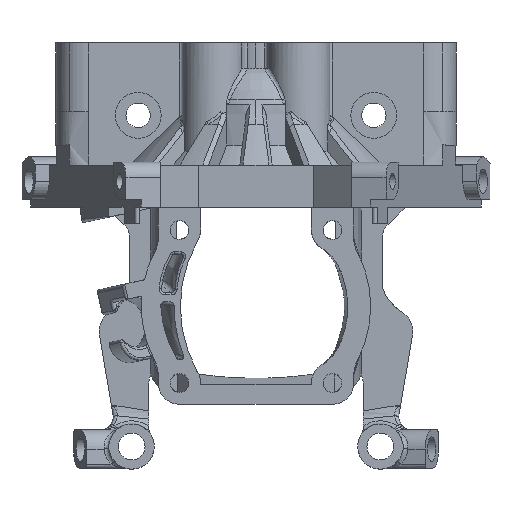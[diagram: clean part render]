
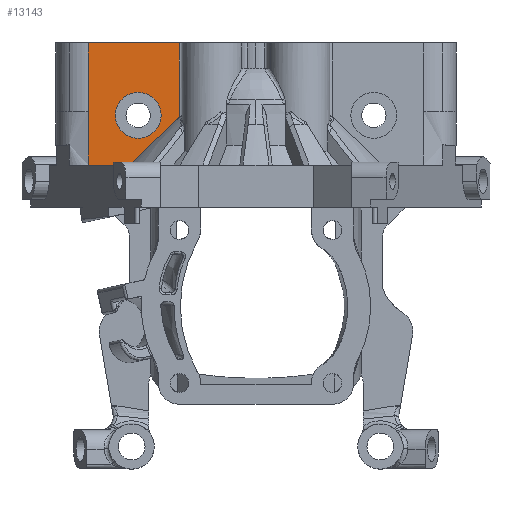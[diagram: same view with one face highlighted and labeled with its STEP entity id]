
A CAD part, front view. The second image highlights one B-rep face of the part: STEP entity #13143.
In plain terms, the highlighted planar face has unit normal (0, -1, 0).
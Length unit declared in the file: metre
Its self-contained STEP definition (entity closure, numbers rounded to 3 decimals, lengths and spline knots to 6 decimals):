
#370=PLANE('',#13992);
#687=CIRCLE('',#13993,0.007385);
#688=CIRCLE('',#13994,0.003);
#1119=LINE('',#19187,#1816);
#1125=LINE('',#19327,#1822);
#1126=LINE('',#19329,#1823);
#1127=LINE('',#19331,#1824);
#1128=LINE('',#19340,#1825);
#1816=VECTOR('',#15205,1.);
#1822=VECTOR('',#15229,1.);
#1823=VECTOR('',#15230,1.);
#1824=VECTOR('',#15231,1.);
#1825=VECTOR('',#15234,1.);
#2934=ORIENTED_EDGE('',*,*,#7189,.F.);
#2935=ORIENTED_EDGE('',*,*,#7190,.T.);
#2936=ORIENTED_EDGE('',*,*,#7191,.T.);
#2937=ORIENTED_EDGE('',*,*,#7192,.F.);
#2938=ORIENTED_EDGE('',*,*,#7193,.F.);
#2939=ORIENTED_EDGE('',*,*,#7194,.F.);
#2940=ORIENTED_EDGE('',*,*,#7168,.T.);
#2941=ORIENTED_EDGE('',*,*,#7195,.F.);
#7168=EDGE_CURVE('',#9284,#9283,#1119,.T.);
#7189=EDGE_CURVE('',#9304,#9283,#1125,.T.);
#7190=EDGE_CURVE('',#9304,#9305,#1126,.T.);
#7191=EDGE_CURVE('',#9305,#9306,#1127,.T.);
#7192=EDGE_CURVE('',#9307,#9306,#10575,.T.);
#7193=EDGE_CURVE('',#9308,#9307,#687,.T.);
#7194=EDGE_CURVE('',#9284,#9308,#1128,.T.);
#7195=EDGE_CURVE('',#9309,#9309,#688,.T.);
#9283=VERTEX_POINT('',#19186);
#9284=VERTEX_POINT('',#19188);
#9304=VERTEX_POINT('',#19328);
#9305=VERTEX_POINT('',#19330);
#9306=VERTEX_POINT('',#19332);
#9307=VERTEX_POINT('',#19337);
#9308=VERTEX_POINT('',#19339);
#9309=VERTEX_POINT('',#19342);
#10575=B_SPLINE_CURVE_WITH_KNOTS('',3,(#19333,#19334,#19335,#19336),
 .UNSPECIFIED.,.F.,.F.,(4,4),(0.,0.008745),
 .UNSPECIFIED.);
#11350=EDGE_LOOP('',(#2934,#2935,#2936,#2937,#2938,#2939,#2940));
#11351=EDGE_LOOP('',(#2941));
#12197=FACE_BOUND('',#11350,.T.);
#12198=FACE_BOUND('',#11351,.T.);
#13143=ADVANCED_FACE('',(#12197,#12198),#370,.T.);
#13992=AXIS2_PLACEMENT_3D('',#19326,#15227,#15228);
#13993=AXIS2_PLACEMENT_3D('',#19338,#15232,#15233);
#13994=AXIS2_PLACEMENT_3D('',#19341,#15235,#15236);
#15205=DIRECTION('',(-1.,0.,0.));
#15227=DIRECTION('',(0.,-1.,0.));
#15228=DIRECTION('',(-1.,0.,0.));
#15229=DIRECTION('',(0.,0.,1.));
#15230=DIRECTION('',(0.,0.,-1.));
#15231=DIRECTION('',(1.,0.,0.));
#15232=DIRECTION('',(0.,1.,0.));
#15233=DIRECTION('',(0.709,0.,-0.705));
#15234=DIRECTION('',(0.,0.,-1.));
#15235=DIRECTION('',(0.,-1.,0.));
#15236=DIRECTION('',(1.,0.,0.));
#19186=CARTESIAN_POINT('',(-0.0219,-0.004,0.047472));
#19187=CARTESIAN_POINT('',(0.0219,-0.004,0.047472));
#19188=CARTESIAN_POINT('',(-0.010006,-0.004,0.047472));
#19326=CARTESIAN_POINT('',(0.0219,-0.004,0.0415));
#19327=CARTESIAN_POINT('',(-0.0219,-0.004,0.03847));
#19328=CARTESIAN_POINT('',(-0.0219,-0.004,0.038472));
#19329=CARTESIAN_POINT('',(-0.0219,-0.004,0.0415));
#19330=CARTESIAN_POINT('',(-0.0219,-0.004,0.0315));
#19331=CARTESIAN_POINT('',(0.0219,-0.004,0.0315));
#19332=CARTESIAN_POINT('',(-0.016523,-0.004,0.0315));
#19333=CARTESIAN_POINT('',(-0.010201,-0.004,0.037543));
#19334=CARTESIAN_POINT('',(-0.012335,-0.004,0.035556));
#19335=CARTESIAN_POINT('',(-0.014432,-0.004,0.033532));
#19336=CARTESIAN_POINT('',(-0.016523,-0.004,0.0315));
#19337=CARTESIAN_POINT('',(-0.010201,-0.004,0.037543));
#19338=CARTESIAN_POINT('',(-0.015237,-0.004,0.042943));
#19339=CARTESIAN_POINT('',(-0.010006,-0.004,0.037732));
#19340=CARTESIAN_POINT('',(-0.010006,-0.004,0.031498));
#19341=CARTESIAN_POINT('',(-0.0154,-0.004,0.038));
#19342=CARTESIAN_POINT('',(-0.0124,-0.004,0.038));
